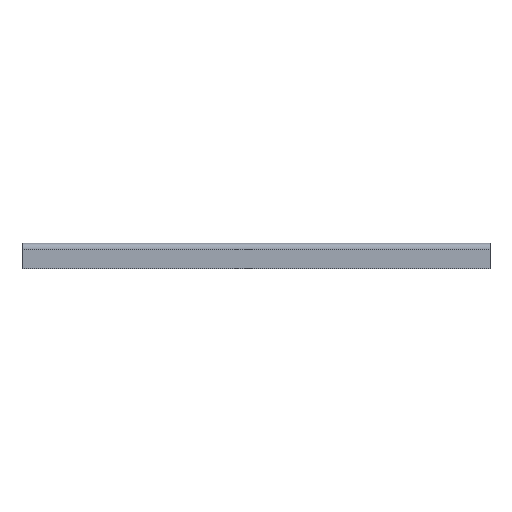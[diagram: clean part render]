
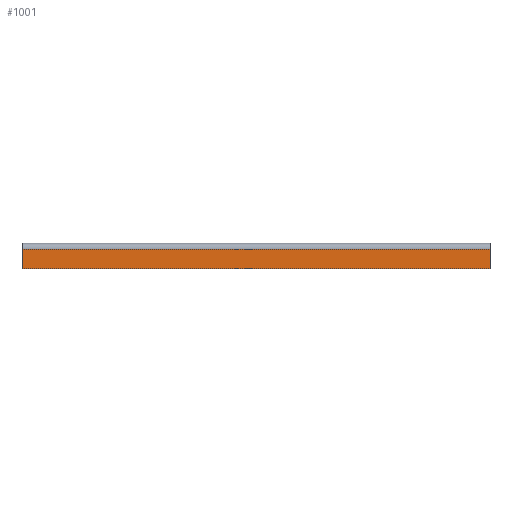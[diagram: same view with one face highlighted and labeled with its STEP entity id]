
A CAD part, front view. The second image highlights one B-rep face of the part: STEP entity #1001.
In plain terms, the highlighted planar face has unit normal (0, -1, 0).
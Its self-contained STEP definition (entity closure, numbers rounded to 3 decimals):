
#83=FACE_OUTER_BOUND('',#133,.T.);
#133=EDGE_LOOP('',(#911,#912,#913,#914));
#166=LINE('',#1481,#278);
#207=LINE('',#1578,#319);
#208=LINE('',#1582,#320);
#246=LINE('',#1672,#358);
#278=VECTOR('',#1170,10.);
#319=VECTOR('',#1273,10.);
#320=VECTOR('',#1278,10.);
#358=VECTOR('',#1376,10.);
#392=VERTEX_POINT('',#1387);
#438=VERTEX_POINT('',#1479);
#463=VERTEX_POINT('',#1577);
#464=VERTEX_POINT('',#1581);
#534=EDGE_CURVE('',#392,#438,#166,.T.);
#582=EDGE_CURVE('',#392,#463,#207,.T.);
#584=EDGE_CURVE('',#464,#463,#208,.T.);
#630=EDGE_CURVE('',#438,#464,#246,.T.);
#911=ORIENTED_EDGE('',*,*,#534,.T.);
#912=ORIENTED_EDGE('',*,*,#630,.T.);
#913=ORIENTED_EDGE('',*,*,#584,.T.);
#914=ORIENTED_EDGE('',*,*,#582,.F.);
#952=PLANE('',#1098);
#1001=ADVANCED_FACE('',(#83),#952,.T.);
#1098=AXIS2_PLACEMENT_3D('',#1673,#1377,#1378);
#1170=DIRECTION('',(0.,0.,-1.));
#1273=DIRECTION('',(1.,0.,0.));
#1278=DIRECTION('',(0.,0.,1.));
#1376=DIRECTION('',(1.,0.,0.));
#1377=DIRECTION('center_axis',(0.,-1.,0.));
#1378=DIRECTION('ref_axis',(0.,0.,-1.));
#1387=CARTESIAN_POINT('',(7.5,-11.,2.3));
#1479=CARTESIAN_POINT('',(7.5,-11.,0.));
#1481=CARTESIAN_POINT('',(7.5,-11.,2.25));
#1577=CARTESIAN_POINT('',(62.5,-11.,2.3));
#1578=CARTESIAN_POINT('',(0.,-11.,2.3));
#1581=CARTESIAN_POINT('',(62.5,-11.,0.));
#1582=CARTESIAN_POINT('',(62.5,-11.,2.25));
#1672=CARTESIAN_POINT('',(0.,-11.,0.));
#1673=CARTESIAN_POINT('Origin',(0.,-11.,3.));
